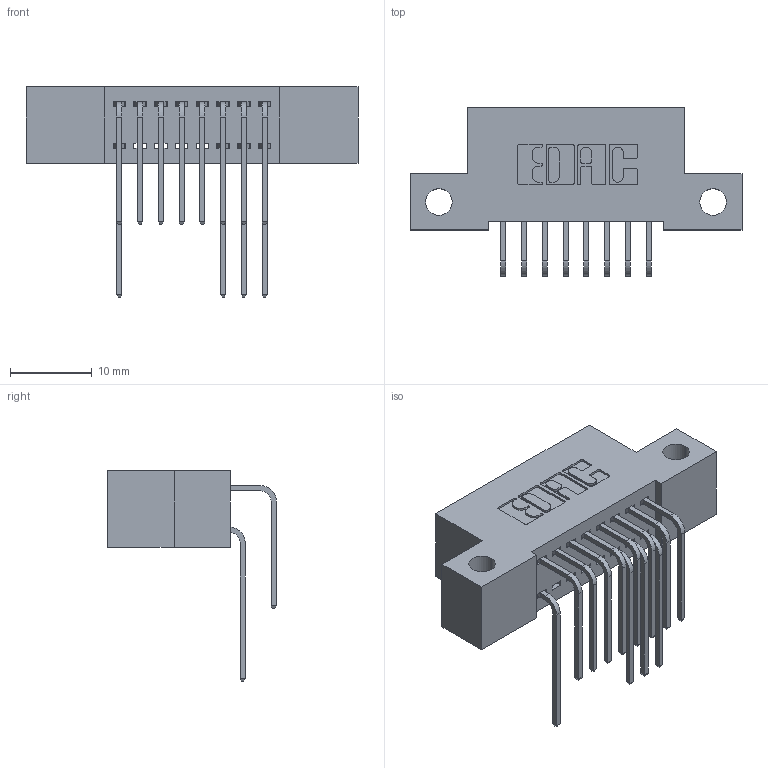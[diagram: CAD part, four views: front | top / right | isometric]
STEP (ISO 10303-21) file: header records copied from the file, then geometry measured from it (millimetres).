
FILE_DESCRIPTION (( 'STEP AP203' ), '1' );
FILE_NAME ('392-016-559-212.STEP', '2018-08-15T02:44:28', ( '' ), ( '' ), 'SwSTEP 2.0', 'SolidWorks 2016', '' );
FILE_SCHEMA (( 'CONFIG_CONTROL_DESIGN' ));
Length unit declared in the file: inch
Products named in the file (4): 345-292-001_559 Tail - 2; 392-016-559-212; 342 Part_Side Mount; 345-292-001_558 559 Tail - 1
Assembly tree (13 placements, depth 2):
  392-016-559-212
    342 Part_Side Mount
    345-292-001_558 559 Tail - 1  x4
    345-292-001_559 Tail - 2  x8
Bounding box: 40.64 x 20.64 x 25.78 mm (x, y, z)
Volume: 3449.9 mm3; surface area: 4732.2 mm2
Topology: 13 solids, 13 shells, 782 faces, 2315 edges, 1526 vertices
Faces by surface type: plane 546, cylinder 236
Entity records: 11071 total; most frequent: CARTESIAN_POINT 1941, ORIENTED_EDGE 1830, DIRECTION 1695, EDGE_CURVE 915, VECTOR 747, LINE 747, VERTEX_POINT 606, AXIS2_PLACEMENT_3D 474
